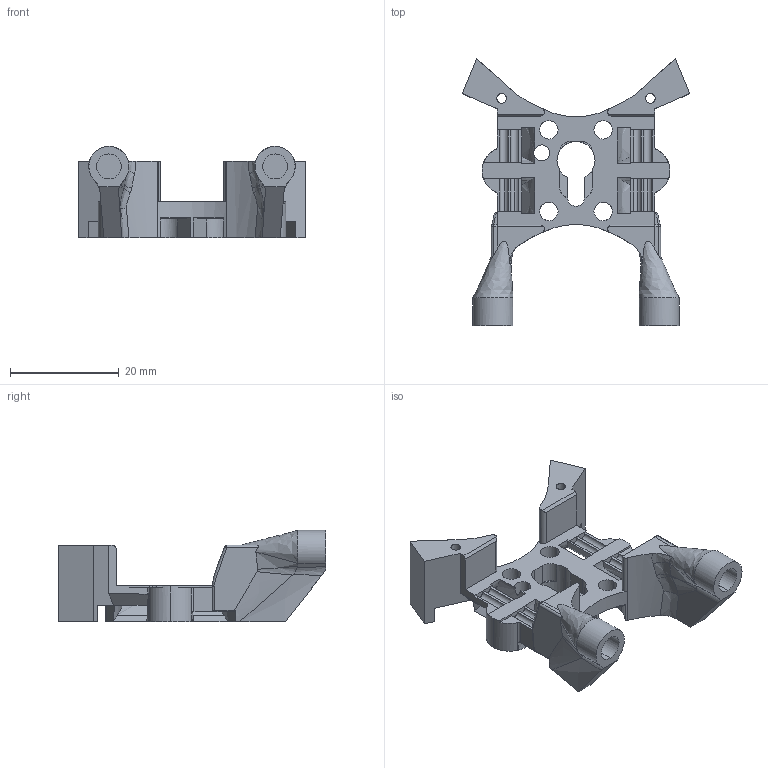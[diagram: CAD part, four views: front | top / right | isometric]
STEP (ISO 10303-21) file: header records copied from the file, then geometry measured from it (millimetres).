
FILE_DESCRIPTION (( 'STEP AP214' ), '1' );
FILE_NAME ('frenzy_carriage_p2.1_with_legs.STEP', '2022-03-19T01:49:52', ( '' ), ( '' ), 'SwSTEP 2.0', 'SolidWorks 2022', '' );
FILE_SCHEMA (( 'AUTOMOTIVE_DESIGN' ));
Length unit declared in the file: millimetre
Products named in the file (1): frenzy_carriage_p2.1_with_legs
Bounding box: 41.88 x 49.17 x 16.82 mm (x, y, z)
Volume: 6014.7 mm3; surface area: 5863.6 mm2
Topology: 1 solids, 1 shells, 424 faces, 1214 edges, 777 vertices
Faces by surface type: plane 259, cylinder 83, bspline 66, cone 12, torus 2, sphere 2
Entity records: 16199 total; most frequent: CARTESIAN_POINT 5598, ORIENTED_EDGE 2420, DIRECTION 1936, EDGE_CURVE 1210, VERTEX_POINT 777, VECTOR 740, LINE 740, AXIS2_PLACEMENT_3D 598
